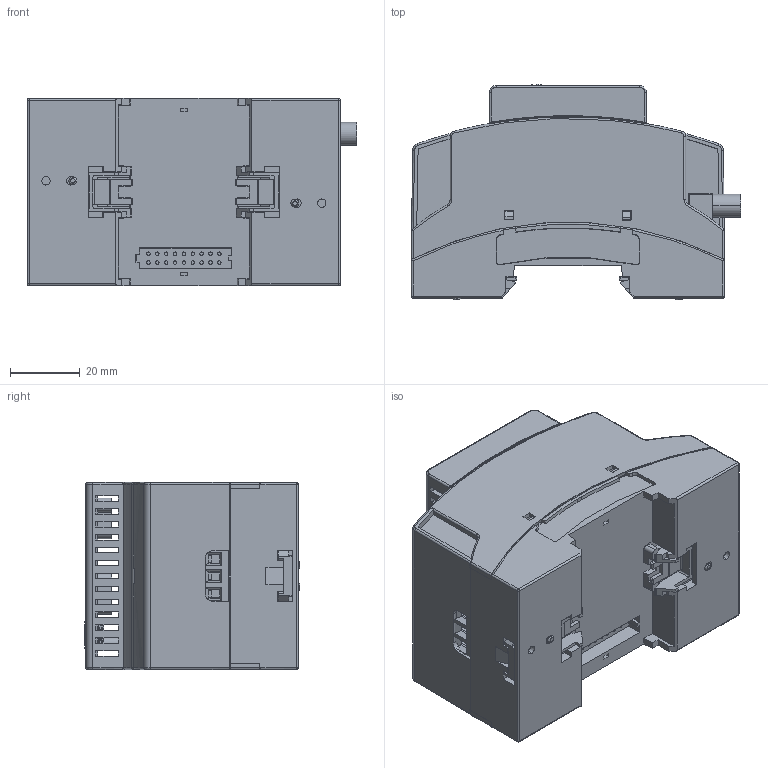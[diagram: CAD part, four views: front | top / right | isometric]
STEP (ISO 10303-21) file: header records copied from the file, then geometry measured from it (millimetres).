
FILE_DESCRIPTION (( 'STEP AP214' ), '1' );
FILE_NAME ('弝謹.424169.015-01 (狟210-230).STEP', '2020-03-03T12:29:55', ( '' ), ( '' ), 'SwSTEP 2.0', 'SolidWorks 2019', '' );
FILE_SCHEMA (( 'AUTOMOTIVE_DESIGN' ));
Length unit declared in the file: millimetre
Products named in the file (11): PB210_001F01M_ﾓﾊﾐ; (891)ﾊﾓﾂﾔ.731143.420.891(ﾎ魵瑙韃); PVM01C02; PEM01X02; (2398)视略.731123.420.2398(下210. 署赅 卵 53.6); 弝謹.424169.015-01 (狟210-230); (2260)ÊÓÂÔ.731121.420.2260(ÏÌ210. Êðûøêà êëåììíàÿ 53.6); (2261)ÊÓÂÔ.731121.420.2261(ÏÌ210. Êðûøêà êëåììíàÿ 35.6); (1041)ÊÓÂÔ.742211.420.1041 (ÏËÊ110 Çàùåëêà Din ÏËÊ110); (2040)ﾊﾓﾂﾔ.301152.410.2040(ﾎ魵瑙韃 ﾏﾕ210); PVM01D03
Assembly tree (11 placements, depth 3):
  弝謹.424169.015-01 (狟210-230)
    (2398)视略.731123.420.2398(下210. 署赅 卵 53.6)
    PVM01C02
    (2040)ﾊﾓﾂﾔ.301152.410.2040(ﾎ魵瑙韃 ﾏﾕ210)
      (1041)ÊÓÂÔ.742211.420.1041 (ÏËÊ110 Çàùåëêà Din ÏËÊ110)  x2
      (891)ﾊﾓﾂﾔ.731143.420.891(ﾎ魵瑙韃)
    (2261)ÊÓÂÔ.731121.420.2261(ÏÌ210. Êðûøêà êëåììíàÿ 35.6)
    (2260)ÊÓÂÔ.731121.420.2260(ÏÌ210. Êðûøêà êëåììíàÿ 53.6)
    PVM01D03
    PEM01X02
    PB210_001F01M_ﾓﾊﾐ
Bounding box: 94.35 x 61.75 x 53.6 mm (x, y, z)
Volume: 59349.7 mm3; surface area: 88594.6 mm2
Topology: 11 solids, 11 shells, 3116 faces, 8959 edges, 5877 vertices
Faces by surface type: plane 2266, cylinder 476, bspline 259, cone 76, torus 29, sphere 10
Entity records: 126091 total; most frequent: CARTESIAN_POINT 22273, ORIENTED_EDGE 17416, DIRECTION 14639, EDGE_CURVE 8708, VECTOR 7013, LINE 7013, VERTEX_POINT 5727, AXIS2_PLACEMENT_3D 3813
